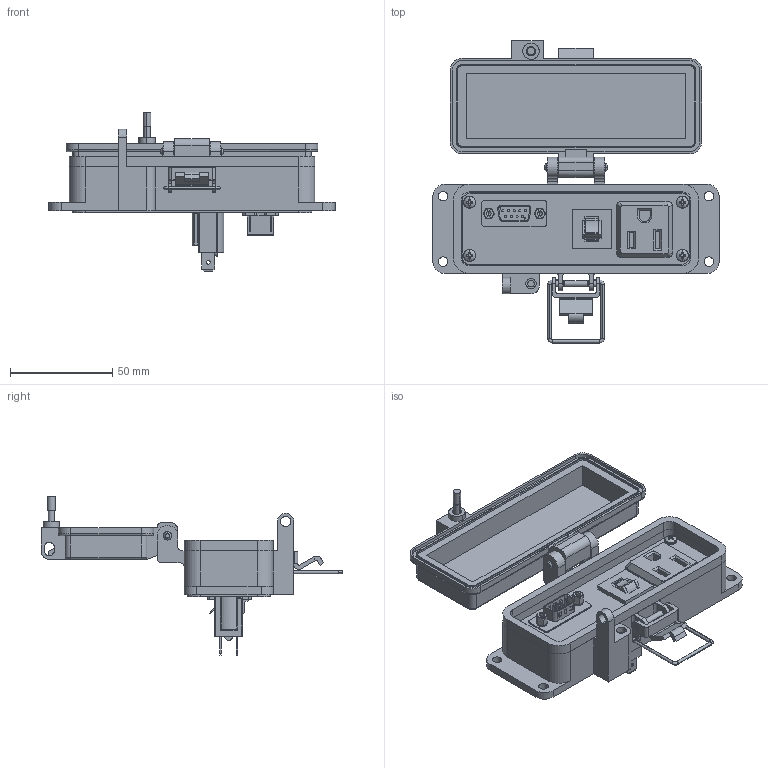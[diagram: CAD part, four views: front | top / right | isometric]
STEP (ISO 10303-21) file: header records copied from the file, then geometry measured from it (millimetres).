
FILE_DESCRIPTION (( 'STEP AP203' ), '1' );
FILE_NAME ('P-R12-H3R2_3D.STEP', '2025-02-19T15:40:08', ( '' ), ( '' ), 'SwSTEP 2.0', 'SolidWorks 2023', '' );
FILE_SCHEMA (( 'CONFIG_CONTROL_DESIGN' ));
Length unit declared in the file: millimetre
Products named in the file (16): 92005A124_METRIC PAN HEAD PHILLIPS MACHINE SCREW_92005A124; CBX; Z-100-RSPP150_DBcon_M; Z-CB-SM; P-R12-H3R2_3D; Z-100-RSPP150; Z-000-4243316TFP; Z-100-RSPP150_9PINTERM; -H3; P-R12-H3R2_BP180_1; Z-H-H3_B; Z-100-RSPP150M; P-R12-H3R2_FP060_1; Z-200-OTLT-R0SQ; R; R12
Assembly tree (19 placements, depth 4):
  P-R12-H3R2_3D
    P-R12-H3R2_BP180_1
    P-R12-H3R2_FP060_1
    R12
      Z-100-RSPP150M
        Z-100-RSPP150
        Z-100-RSPP150_9PINTERM
        Z-100-RSPP150_DBcon_M
    Z-000-4243316TFP  x2
    CBX
      Z-CB-SM
    R
      Z-200-OTLT-R0SQ
    -H3
      Z-H-H3_B
    92005A124_METRIC PAN HEAD PHILLIPS MACHINE SCREW_92005A124  x4
Bounding box: 140 x 147.61 x 77.73 mm (x, y, z)
Volume: 110031.6 mm3; surface area: 86874.4 mm2
Topology: 26 solids, 26 shells, 2319 faces, 6369 edges, 4188 vertices
Faces by surface type: cylinder 1049, plane 1006, bspline 156, cone 84, torus 16, sphere 8
Entity records: 62426 total; most frequent: CARTESIAN_POINT 18804, ORIENTED_EDGE 9168, DIRECTION 8088, EDGE_CURVE 4584, VERTEX_POINT 3031, LINE 2854, VECTOR 2854, AXIS2_PLACEMENT_3D 2617
